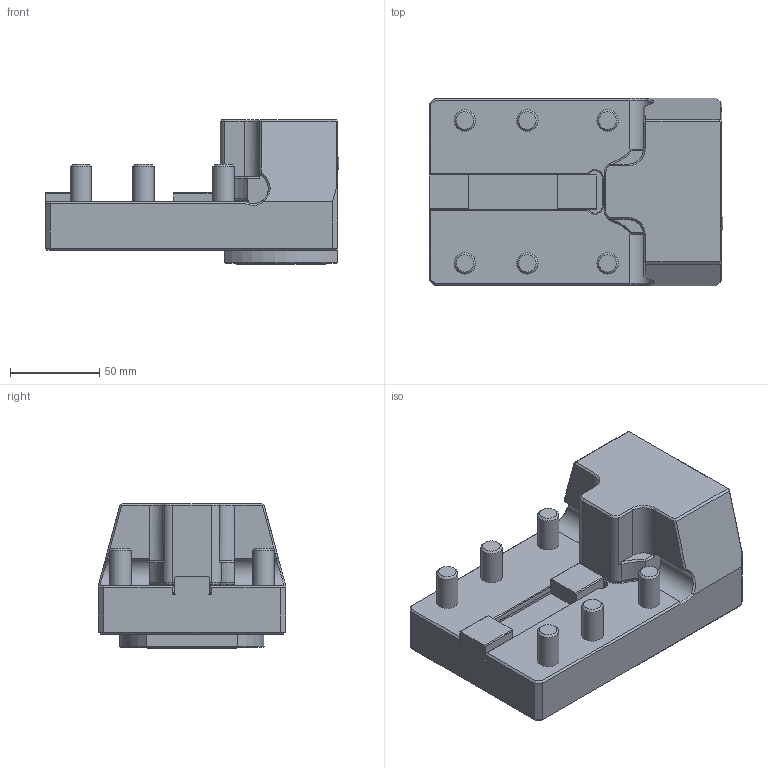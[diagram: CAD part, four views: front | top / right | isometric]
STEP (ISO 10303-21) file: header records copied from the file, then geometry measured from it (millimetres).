
FILE_DESCRIPTION(/* description */ (''),/* implementation_level */ '2;1');
FILE_NAME(/* name */ '1617016149063.stp',/* time_stamp */ '2021-03-29T13:09:16+02:00',/* author */ (''),/* organization */ ('SMS'),/* preprocessor_version */ 'ST-DEVELOPER v16.7',/* originating_system */ 'SIEMENS PLM Software NX 12.0',/* authorisation */ '');
FILE_SCHEMA (('AUTOMOTIVE_DESIGN { 1 0 10303 214 3 1 1 1 }'));
Length unit declared in the file: millimetre
Products named in the file (1): 203445557mod000_00
Bounding box: 164.54 x 105 x 81 mm (x, y, z)
Volume: 703531.4 mm3; surface area: 73238.8 mm2
Topology: 1 solids, 1 shells, 174 faces, 427 edges, 266 vertices
Faces by surface type: plane 114, cylinder 24, cone 24, sphere 5, torus 4, bspline 3
Full cylindrical faces by diameter (mm): 3 x1, 12 x6, 39.2 x1, 50 x1
Entity records: 5242 total; most frequent: CARTESIAN_POINT 1205, DIRECTION 811, ORIENTED_EDGE 800, EDGE_CURVE 400, LINE 271, VECTOR 271, AXIS2_PLACEMENT_3D 270, VERTEX_POINT 257
